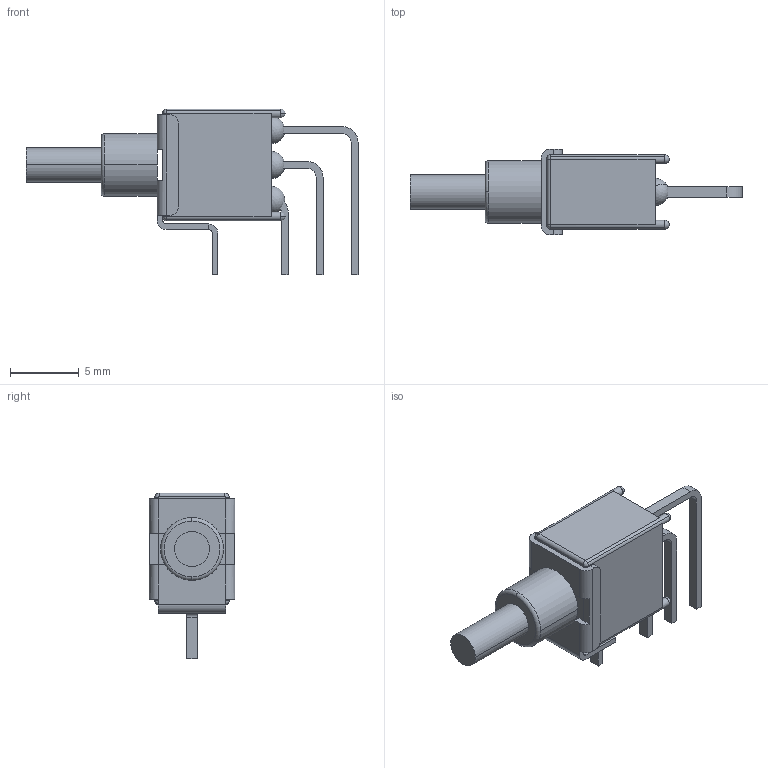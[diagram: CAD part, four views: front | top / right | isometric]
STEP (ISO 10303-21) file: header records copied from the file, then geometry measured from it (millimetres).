
FILE_DESCRIPTION((''),'2;1');
FILE_NAME('PB_C&K_EP12SD1AVBE.stp','2014-02-18T19:08:00',(''),(''),'Mechanical Desktop 2011','Mechanical Desktop 2011',', , ');
FILE_SCHEMA(('AUTOMOTIVE_DESIGN { 1 2 10303 214 1 1 1 1 }'));
Length unit declared in the file: millimetre
Products named in the file (1): Product
Bounding box: 24.15 x 6.22 x 12.06 mm (x, y, z)
Volume: 485.4 mm3; surface area: 711.3 mm2
Topology: 10 solids, 10 shells, 123 faces, 320 edges, 201 vertices
Faces by surface type: plane 49, cylinder 34, bspline 24, sphere 14, torus 2
Entity records: 3948 total; most frequent: CARTESIAN_POINT 895, DIRECTION 632, ORIENTED_EDGE 612, EDGE_CURVE 306, AXIS2_PLACEMENT_3D 226, VERTEX_POINT 201, VECTOR 180, LINE 180
